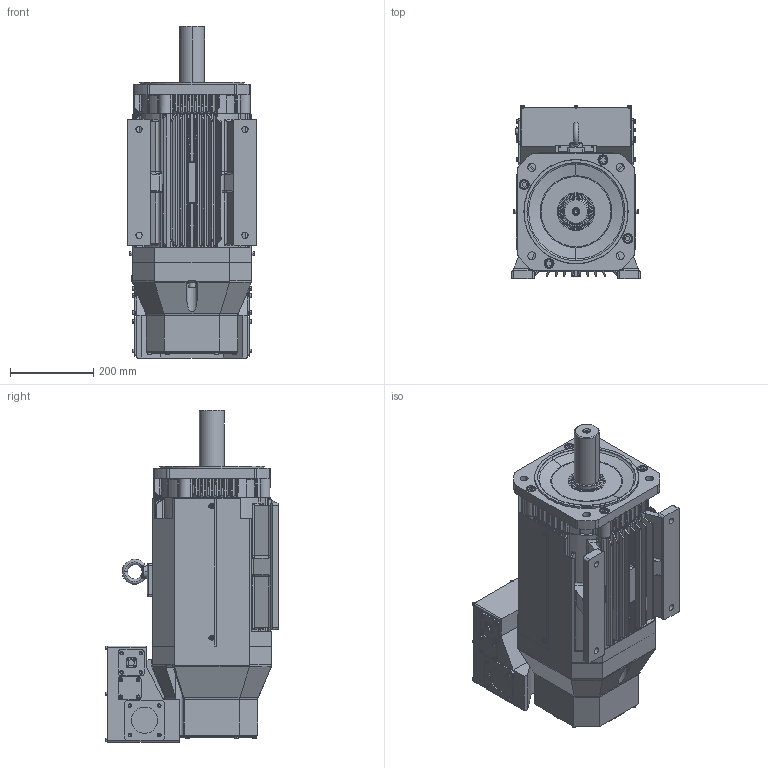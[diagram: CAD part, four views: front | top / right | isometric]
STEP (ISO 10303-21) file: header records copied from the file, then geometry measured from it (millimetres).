
FILE_DESCRIPTION((''),'2;1');
FILE_NAME('HA-LP37K2_','2010-05-31T',('BL67252'),(''),'PRO/ENGINEER BY PARAMETRIC TECHNOLOGY CORPORATION, 2009400','PRO/ENGINEER BY PARAMETRIC TECHNOLOGY CORPORATION, 2009400','');
FILE_SCHEMA(('CONFIG_CONTROL_DESIGN'));
Products named in the file (1): HA-LP37K2_
Bounding box: 310 x 415.5 x 796 mm (x, y, z)
Volume: 48204546.8 mm3; surface area: 2181487.9 mm2
Topology: 14 solids, 60 shells, 2518 faces, 6420 edges, 4152 vertices
Faces by surface type: plane 1321, cylinder 888, bspline 133, torus 129, cone 27, sphere 20
Entity records: 98297 total; most frequent: CARTESIAN_POINT 38244, ORIENTED_EDGE 12800, DIRECTION 11986, EDGE_CURVE 6410, AXIS2_PLACEMENT_3D 4258, VERTEX_POINT 4152, VECTOR 3470, LINE 3470
